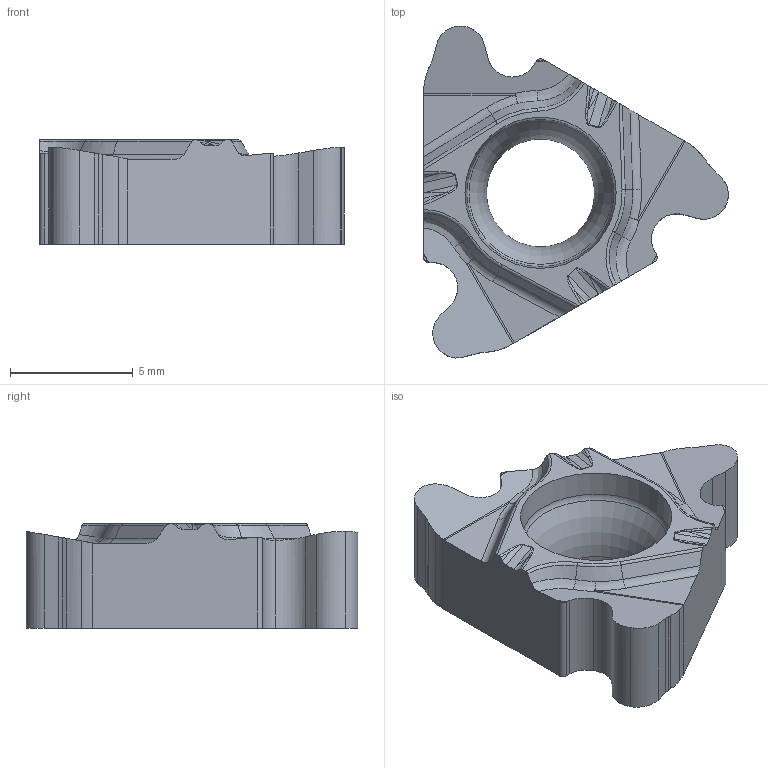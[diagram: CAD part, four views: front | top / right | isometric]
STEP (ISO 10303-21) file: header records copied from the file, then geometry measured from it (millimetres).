
FILE_DESCRIPTION(/* description */ (''),/* implementation_level */ '2;1');
FILE_NAME(/* name */ '1581908170565.stp',/* time_stamp */ '2020-02-17T08:26:23+06:00',/* author */ (''),/* organization */ ('SMS'),/* preprocessor_version */ 'ST-DEVELOPER v16.7',/* originating_system */ 'SIEMENS PLM Software NX 12.0',/* authorisation */ '');
FILE_SCHEMA (('AUTOMOTIVE_DESIGN { 1 0 10303 214 3 1 1 1 }'));
Length unit declared in the file: millimetre
Products named in the file (1): 202487474mod000_00
Bounding box: 12.42 x 13.53 x 4.25 mm (x, y, z)
Volume: 305.5 mm3; surface area: 403.9 mm2
Topology: 1 solids, 1 shells, 135 faces, 365 edges, 231 vertices
Faces by surface type: cylinder 46, plane 44, bspline 15, torus 11, extrusion 9, cone 7, sphere 3
Full cylindrical faces by diameter (mm): 4.4 x1
Entity records: 4944 total; most frequent: CARTESIAN_POINT 1548, ORIENTED_EDGE 712, DIRECTION 700, EDGE_CURVE 356, AXIS2_PLACEMENT_3D 257, VERTEX_POINT 227, VECTOR 186, LINE 177
